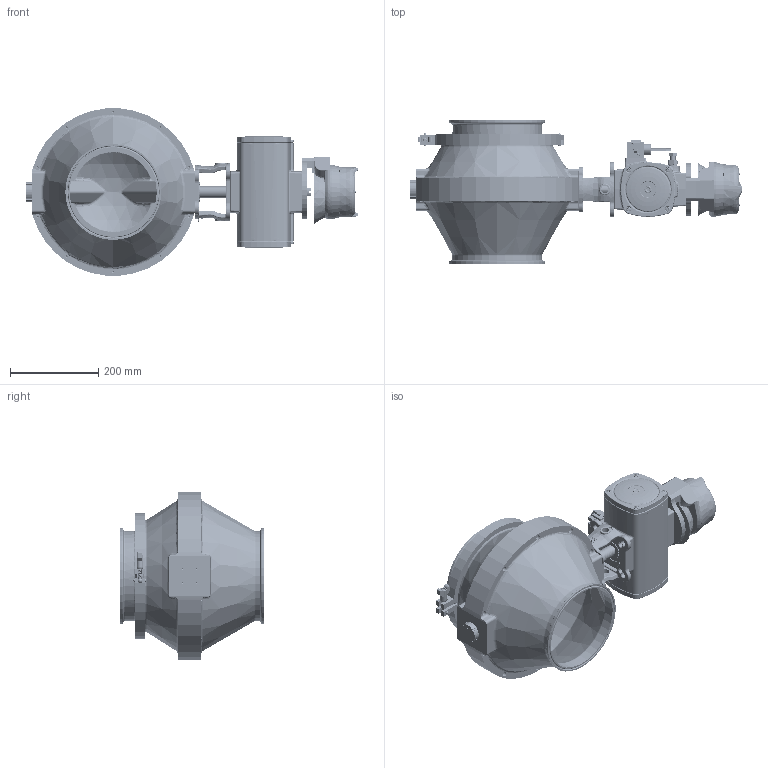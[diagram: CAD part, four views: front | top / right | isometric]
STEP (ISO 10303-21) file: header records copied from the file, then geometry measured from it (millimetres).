
FILE_DESCRIPTION (( 'STEP AP203' ), '1' );
FILE_NAME ('GVK08-CAST-STD.STEP', '2023-06-08T14:19:42', ( '' ), ( '' ), 'SwSTEP 2.0', 'SolidWorks 2022', '' );
FILE_SCHEMA (( 'CONFIG_CONTROL_DESIGN' ));
Length unit declared in the file: inch
Products named in the file (1): GVK08-CAST-STD
Bounding box: 753.76 x 325.27 x 379.61 mm (x, y, z)
Surface area: 1290829.5 mm2 (no closed solid volume)
Topology: 0 solids, 24 shells, 4876 faces, 12271 edges, 7637 vertices
Faces by surface type: plane 2001, cylinder 1249, bspline 791, cone 726, torus 79, sphere 30
Entity records: 192190 total; most frequent: CARTESIAN_POINT 81243, ORIENTED_EDGE 24270, DIRECTION 21387, EDGE_CURVE 12135, VERTEX_POINT 7635, AXIS2_PLACEMENT_3D 7537, VECTOR 6313, LINE 6313
